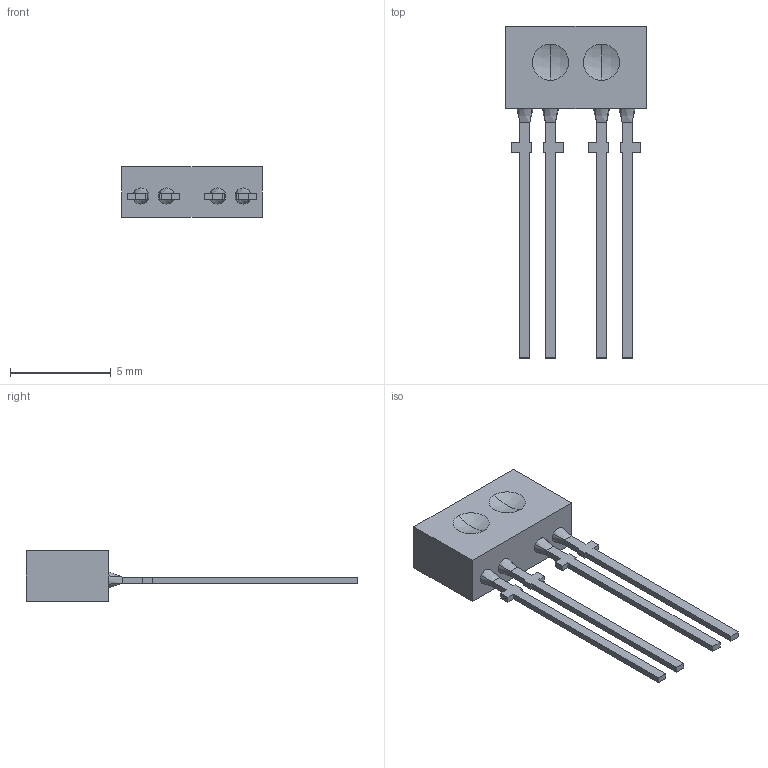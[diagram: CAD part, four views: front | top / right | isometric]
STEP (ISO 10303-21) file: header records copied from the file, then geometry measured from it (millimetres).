
FILE_DESCRIPTION (( 'STEP AP214' ), '1' );
FILE_NAME ('TCRT1000.STEP', '2020-06-08T08:07:53', ( '' ), ( '' ), 'SwSTEP 2.0', 'SolidWorks 2017', '' );
FILE_SCHEMA (( 'AUTOMOTIVE_DESIGN' ));
Length unit declared in the file: millimetre
Products named in the file (1): TCRT1000
Bounding box: 7 x 16.5 x 2.5 mm (x, y, z)
Volume: 79.4 mm3; surface area: 196.8 mm2
Topology: 5 solids, 5 shells, 86 faces, 212 edges, 142 vertices
Faces by surface type: plane 66, bspline 16, sphere 4
Entity records: 2778 total; most frequent: CARTESIAN_POINT 681, ORIENTED_EDGE 424, DIRECTION 378, EDGE_CURVE 212, VECTOR 188, LINE 188, VERTEX_POINT 142, AXIS2_PLACEMENT_3D 95
